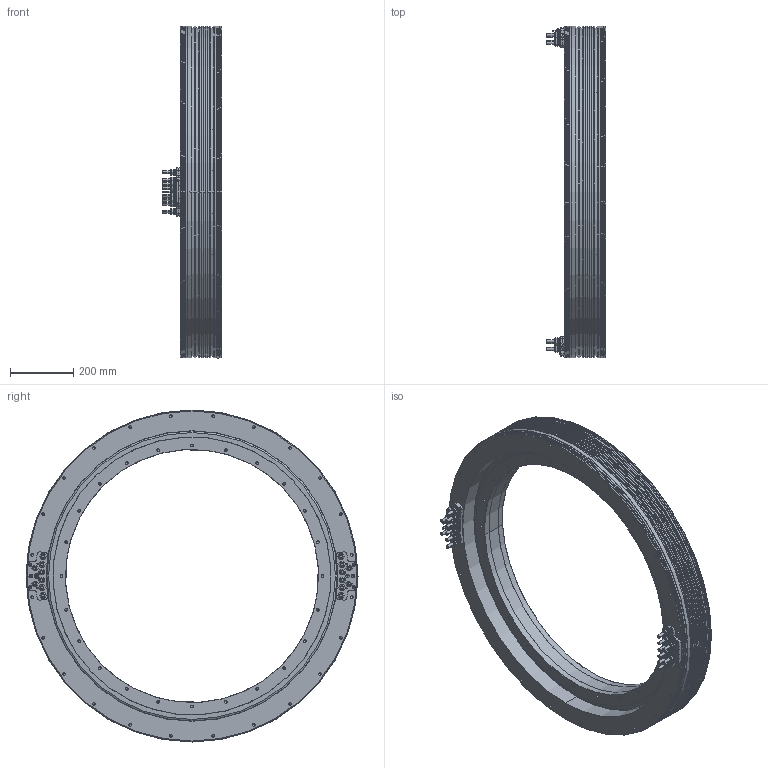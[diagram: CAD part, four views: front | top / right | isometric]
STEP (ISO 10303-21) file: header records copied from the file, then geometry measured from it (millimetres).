
FILE_DESCRIPTION((''),'2;1');
FILE_NAME('MOTEUR_TMK0991-050-3UZN-U_ASM','2012-12-17T',('CH52035'),(''),'PRO/ENGINEER BY PARAMETRIC TECHNOLOGY CORPORATION, 2011410','PRO/ENGINEER BY PARAMETRIC TECHNOLOGY CORPORATION, 2011410','');
FILE_SCHEMA(('CONFIG_CONTROL_DESIGN','SHAPE_APPEARANCE_LAYERS_GROUPS'));
Products named in the file (3): STATOR_TMK0991-050-3UZN-U; ROTOR_TMK0991-050; MOTEUR_TMK0991-050-3UZN-U_ASM
Assembly tree (2 placements, depth 2):
  MOTEUR_TMK0991-050-3UZN-U_ASM
    STATOR_TMK0991-050-3UZN-U
    ROTOR_TMK0991-050
Bounding box: 187.2 x 1050.5 x 1050.5 mm (x, y, z)
Volume: 38782658.6 mm3; surface area: 2540088.1 mm2
Topology: 2 solids, 29 shells, 2074 faces, 4907 edges, 2938 vertices
Faces by surface type: plane 830, cylinder 806, cone 350, torus 84, sphere 4
Entity records: 60021 total; most frequent: DIRECTION 11079, CARTESIAN_POINT 9904, ORIENTED_EDGE 9366, EDGE_CURVE 4683, AXIS2_PLACEMENT_3D 4341, VERTEX_POINT 2938, EDGE_LOOP 2403, VECTOR 2397
